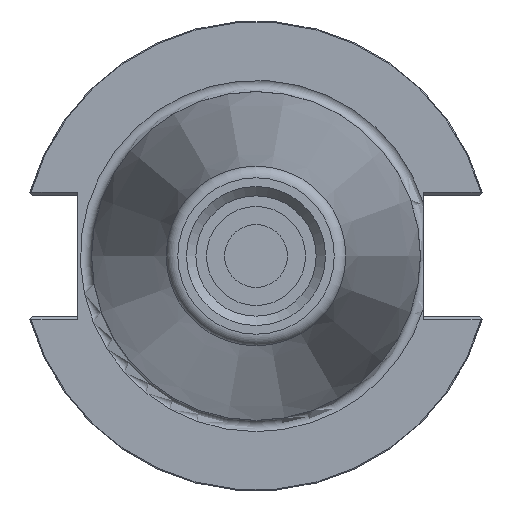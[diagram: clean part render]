
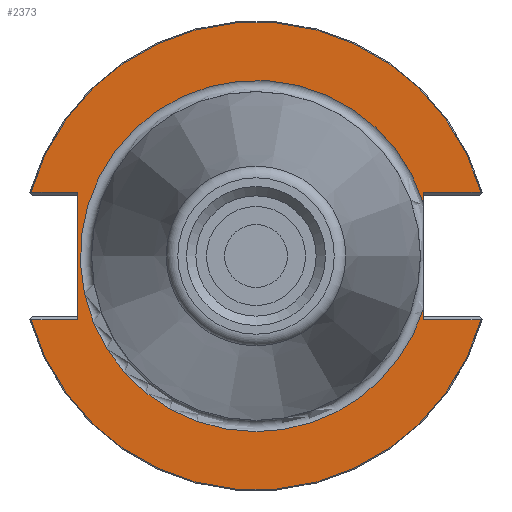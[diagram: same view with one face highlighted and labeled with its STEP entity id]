
A CAD part, left-side view. The second image highlights one B-rep face of the part: STEP entity #2373.
In plain terms, the highlighted planar face has unit normal (-1, 0, 0).
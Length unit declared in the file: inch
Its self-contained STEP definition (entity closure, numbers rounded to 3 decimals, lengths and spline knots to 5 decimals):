
#257=LINE('',#3580,#396);
#258=LINE('',#3602,#397);
#265=LINE('',#3654,#404);
#267=LINE('',#3658,#406);
#268=LINE('',#3660,#407);
#269=LINE('',#3662,#408);
#270=LINE('',#3665,#409);
#396=VECTOR('',#2903,0.0526);
#397=VECTOR('',#2904,0.0526);
#404=VECTOR('',#2923,0.30821);
#406=VECTOR('',#2927,0.24821);
#407=VECTOR('',#2928,0.67625);
#408=VECTOR('',#2929,0.24821);
#409=VECTOR('',#2932,0.30821);
#584=FACE_OUTER_BOUND('',#730,.T.);
#730=EDGE_LOOP('',(#1687,#1688,#1689,#1690,#1691,#1692,#1693,#1694,#1695,
#1696,#1697));
#878=CIRCLE('',#2562,1.245);
#880=CIRCLE('',#2568,1.245);
#881=CIRCLE('',#2569,0.93468);
#882=CIRCLE('',#2570,0.93468);
#1022=VERTEX_POINT('',#3577);
#1023=VERTEX_POINT('',#3579);
#1024=VERTEX_POINT('',#3581);
#1025=VERTEX_POINT('',#3601);
#1029=VERTEX_POINT('',#3610);
#1030=VERTEX_POINT('',#3619);
#1037=VERTEX_POINT('',#3657);
#1038=VERTEX_POINT('',#3659);
#1039=VERTEX_POINT('',#3661);
#1040=VERTEX_POINT('',#3663);
#1041=VERTEX_POINT('',#3666);
#1271=EDGE_CURVE('',#1023,#1022,#257,.T.);
#1273=EDGE_CURVE('',#1025,#1024,#258,.T.);
#1278=EDGE_CURVE('',#1029,#1030,#878,.T.);
#1287=EDGE_CURVE('',#1022,#1030,#265,.T.);
#1289=EDGE_CURVE('',#1037,#1029,#267,.T.);
#1290=EDGE_CURVE('',#1038,#1037,#268,.T.);
#1291=EDGE_CURVE('',#1039,#1038,#269,.T.);
#1292=EDGE_CURVE('',#1040,#1039,#880,.T.);
#1293=EDGE_CURVE('',#1040,#1025,#270,.T.);
#1294=EDGE_CURVE('',#1024,#1041,#881,.T.);
#1295=EDGE_CURVE('',#1041,#1023,#882,.T.);
#1687=ORIENTED_EDGE('',*,*,#1278,.F.);
#1688=ORIENTED_EDGE('',*,*,#1289,.F.);
#1689=ORIENTED_EDGE('',*,*,#1290,.F.);
#1690=ORIENTED_EDGE('',*,*,#1291,.F.);
#1691=ORIENTED_EDGE('',*,*,#1292,.F.);
#1692=ORIENTED_EDGE('',*,*,#1293,.T.);
#1693=ORIENTED_EDGE('',*,*,#1273,.T.);
#1694=ORIENTED_EDGE('',*,*,#1294,.T.);
#1695=ORIENTED_EDGE('',*,*,#1295,.T.);
#1696=ORIENTED_EDGE('',*,*,#1271,.T.);
#1697=ORIENTED_EDGE('',*,*,#1287,.T.);
#2318=PLANE('',#2567);
#2373=ADVANCED_FACE('',(#584),#2318,.T.);
#2562=AXIS2_PLACEMENT_3D('',#3620,#2910,#2911);
#2567=AXIS2_PLACEMENT_3D('',#3656,#2925,#2926);
#2568=AXIS2_PLACEMENT_3D('',#3664,#2930,#2931);
#2569=AXIS2_PLACEMENT_3D('',#3667,#2933,#2934);
#2570=AXIS2_PLACEMENT_3D('',#3668,#2935,#2936);
#2903=DIRECTION('',(0.,0.,1.));
#2904=DIRECTION('',(0.,0.,1.));
#2910=DIRECTION('center_axis',(1.,0.,0.));
#2911=DIRECTION('ref_axis',(0.,0.,
1.));
#2923=DIRECTION('',(0.,-1.,0.));
#2925=DIRECTION('center_axis',(-1.,0.,0.));
#2926=DIRECTION('ref_axis',(0.,0.,1.));
#2927=DIRECTION('',(0.,1.,0.));
#2928=DIRECTION('',(0.,0.,1.));
#2929=DIRECTION('',(0.,-1.,0.));
#2930=DIRECTION('center_axis',(1.,0.,0.));
#2931=DIRECTION('ref_axis',(0.,0.,
-1.));
#2932=DIRECTION('',(0.,1.,0.));
#2933=DIRECTION('center_axis',(1.,0.,0.));
#2934=DIRECTION('ref_axis',(0.,0.,1.));
#2935=DIRECTION('center_axis',(1.,0.,0.));
#2936=DIRECTION('ref_axis',(0.,0.,1.));
#3577=CARTESIAN_POINT('',(-1.17746,-0.89001,0.33812));
#3579=CARTESIAN_POINT('',(-1.17746,-0.89001,0.28553));
#3580=CARTESIAN_POINT('',(-1.17746,-0.89001,0.));
#3581=CARTESIAN_POINT('',(-1.17746,-0.89001,-0.28553));
#3601=CARTESIAN_POINT('',(-1.17746,-0.89001,-0.33813));
#3602=CARTESIAN_POINT('',(-1.17746,-0.89001,0.));
#3610=CARTESIAN_POINT('',(-1.17746,1.19819,0.33812));
#3619=CARTESIAN_POINT('',(-1.17746,-1.19822,0.33812));
#3620=CARTESIAN_POINT('Origin',(-1.17746,-0.00001,
0.));
#3654=CARTESIAN_POINT('',(-1.17746,-0.90251,0.33812));
#3656=CARTESIAN_POINT('Origin',(-1.17746,-0.87501,0.));
#3657=CARTESIAN_POINT('',(-1.17746,0.94999,0.33812));
#3658=CARTESIAN_POINT('',(-1.17746,0.02749,0.33812));
#3659=CARTESIAN_POINT('',(-1.17746,0.94999,-0.33813));
#3660=CARTESIAN_POINT('',(-1.17746,0.94999,-0.33813));
#3661=CARTESIAN_POINT('',(-1.17746,1.19819,-0.33813));
#3662=CARTESIAN_POINT('',(-1.17746,0.27749,-0.33813));
#3663=CARTESIAN_POINT('',(-1.17746,-1.19822,-0.33813));
#3664=CARTESIAN_POINT('Origin',(-1.17746,-0.00001,
0.));
#3665=CARTESIAN_POINT('',(-1.17746,-0.90251,-0.33813));
#3666=CARTESIAN_POINT('',(-1.17746,-0.00001,-0.93468));
#3667=CARTESIAN_POINT('Origin',(-1.17746,-0.00001,
0.));
#3668=CARTESIAN_POINT('Origin',(-1.17746,-0.00001,
0.));
